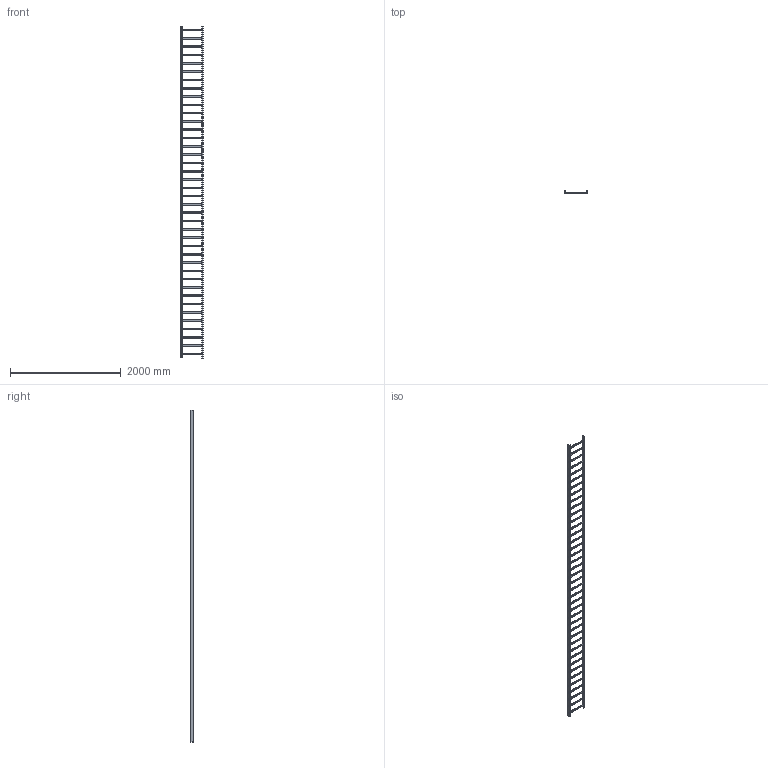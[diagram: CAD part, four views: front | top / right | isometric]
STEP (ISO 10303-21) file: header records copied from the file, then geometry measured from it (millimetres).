
FILE_DESCRIPTION (( 'STEP AP214' ), '1' );
FILE_NAME ('6207531.stp', '2016-11-03T13:48:54', ( '' ), ( '' ), 'SwSTEP 2.0', 'SolidWorks 2016', '' );
FILE_SCHEMA (( 'AUTOMOTIVE_DESIGN' ));
Length unit declared in the file: millimetre
Products named in the file (44): KTS 05.018-008_L395; KTS 14.040-001_Klemmzustand-L= 3,00; 057481_Standard; 6207531
Assembly tree (122 placements, depth 2):
  6207531
    057481_Standard
    057481_Standard
    KTS 05.018-008_L395
    KTS 14.040-001_Klemmzustand-L= 3,00  x80
    KTS 05.018-008_L395
    KTS 05.018-008_L395
    KTS 05.018-008_L395
    KTS 05.018-008_L395
    KTS 05.018-008_L395
    KTS 05.018-008_L395
    KTS 05.018-008_L395
    KTS 05.018-008_L395
    KTS 05.018-008_L395
    KTS 05.018-008_L395
    KTS 05.018-008_L395
    KTS 05.018-008_L395
    KTS 05.018-008_L395
    KTS 05.018-008_L395
    KTS 05.018-008_L395
    KTS 05.018-008_L395
    KTS 05.018-008_L395
    KTS 05.018-008_L395
    KTS 05.018-008_L395
    KTS 05.018-008_L395
    KTS 05.018-008_L395
    KTS 05.018-008_L395
    KTS 05.018-008_L395
    KTS 05.018-008_L395
    KTS 05.018-008_L395
    KTS 05.018-008_L395
    KTS 05.018-008_L395
    KTS 05.018-008_L395
    KTS 05.018-008_L395
    KTS 05.018-008_L395
    KTS 05.018-008_L395
    KTS 05.018-008_L395
    KTS 05.018-008_L395
    KTS 05.018-008_L395
    KTS 05.018-008_L395
    KTS 05.018-008_L395
    KTS 05.018-008_L395
    KTS 05.018-008_L395
    KTS 05.018-008_L395
Bounding box: 400 x 61.6 x 6000 mm (x, y, z)
Volume: 3274675.2 mm3; surface area: 4467041.9 mm2
Topology: 122 solids, 122 shells, 3724 faces, 7768 edges, 4288 vertices
Faces by surface type: plane 1476, cylinder 1448, torus 640, cone 160
Entity records: 53500 total; most frequent: DIRECTION 9524, CARTESIAN_POINT 8477, ORIENTED_EDGE 8264, EDGE_CURVE 4132, AXIS2_PLACEMENT_3D 3360, VECTOR 2804, LINE 2804, VERTEX_POINT 2313
